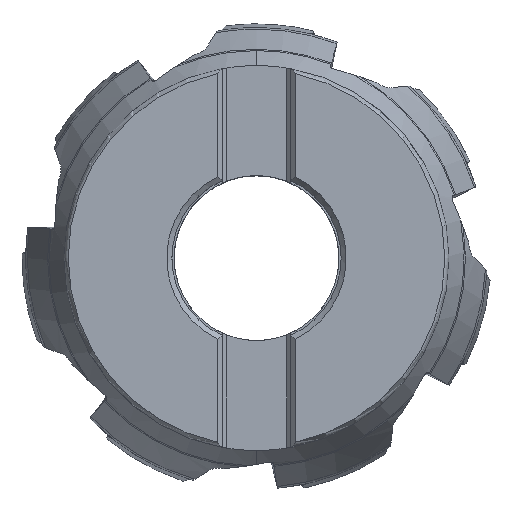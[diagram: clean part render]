
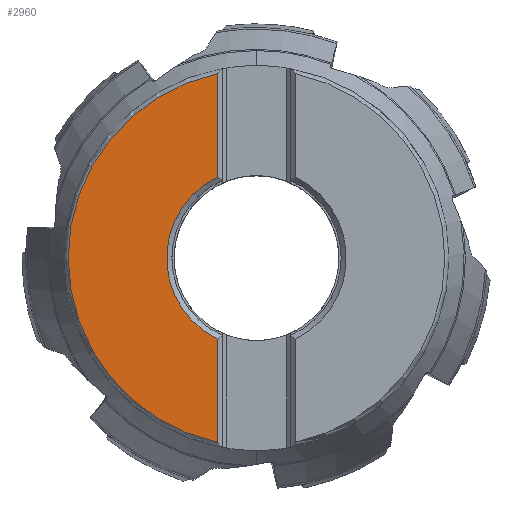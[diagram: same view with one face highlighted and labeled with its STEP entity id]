
A CAD part, top view. The second image highlights one B-rep face of the part: STEP entity #2960.
In plain terms, the highlighted planar face has unit normal (0, 0, 1).
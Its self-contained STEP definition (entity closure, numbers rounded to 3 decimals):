
#309=PLANE('',#17661);
#1245=LINE('',#29720,#2012);
#1246=LINE('',#29721,#2013);
#2012=VECTOR('',#20385,1.);
#2013=VECTOR('',#20386,1.);
#2960=ADVANCED_FACE('',(#3956),#309,.F.);
#3956=FACE_OUTER_BOUND('',#4867,.T.);
#4867=EDGE_LOOP('',(#8164,#8165,#8166,#8167,#8168));
#8164=ORIENTED_EDGE('',*,*,#14437,.F.);
#8165=ORIENTED_EDGE('',*,*,#14438,.F.);
#8166=ORIENTED_EDGE('',*,*,#14436,.F.);
#8167=ORIENTED_EDGE('',*,*,#14435,.F.);
#8168=ORIENTED_EDGE('',*,*,#14439,.F.);
#12442=VERTEX_POINT('',#29690);
#12445=VERTEX_POINT('',#29712);
#12446=VERTEX_POINT('',#29714);
#12447=VERTEX_POINT('',#29718);
#12448=VERTEX_POINT('',#29719);
#14435=EDGE_CURVE('',#12445,#12446,#16282,.T.);
#14436=EDGE_CURVE('',#12446,#12442,#16283,.T.);
#14437=EDGE_CURVE('',#12447,#12448,#16284,.T.);
#14438=EDGE_CURVE('',#12442,#12447,#1245,.T.);
#14439=EDGE_CURVE('',#12448,#12445,#1246,.T.);
#16282=CIRCLE('',#17657,43.504);
#16283=CIRCLE('',#17658,43.504);
#16284=CIRCLE('',#17660,20.75);
#17657=AXIS2_PLACEMENT_3D('',#29713,#20377,#20378);
#17658=AXIS2_PLACEMENT_3D('',#29715,#20379,#20380);
#17660=AXIS2_PLACEMENT_3D('',#29717,#20383,#20384);
#17661=AXIS2_PLACEMENT_3D('',#29722,#20387,#20388);
#20377=DIRECTION('',(0.,0.,-1.));
#20378=DIRECTION('',(-0.205,-0.979,0.));
#20379=DIRECTION('',(0.,0.,-1.));
#20380=DIRECTION('',(-1.,0.002,0.));
#20383=DIRECTION('',(0.,0.,1.));
#20384=DIRECTION('',(-0.431,0.902,0.));
#20385=DIRECTION('',(0.,-1.,0.));
#20386=DIRECTION('',(0.,-1.,0.));
#20387=DIRECTION('',(0.,0.,-1.));
#20388=DIRECTION('',(0.,1.,0.));
#29690=CARTESIAN_POINT('',(-8.937,42.576,0.));
#29712=CARTESIAN_POINT('',(-8.937,-42.576,0.));
#29713=CARTESIAN_POINT('',(0.,0.,0.));
#29714=CARTESIAN_POINT('',(-43.503,0.106,0.));
#29715=CARTESIAN_POINT('',(0.,0.,0.));
#29717=CARTESIAN_POINT('',(0.,0.,0.));
#29718=CARTESIAN_POINT('',(-8.938,18.727,0.));
#29719=CARTESIAN_POINT('',(-8.937,-18.727,0.));
#29720=CARTESIAN_POINT('',(-8.938,42.576,0.));
#29721=CARTESIAN_POINT('',(-8.937,-18.727,0.));
#29722=CARTESIAN_POINT('',(60.,48.,0.));
